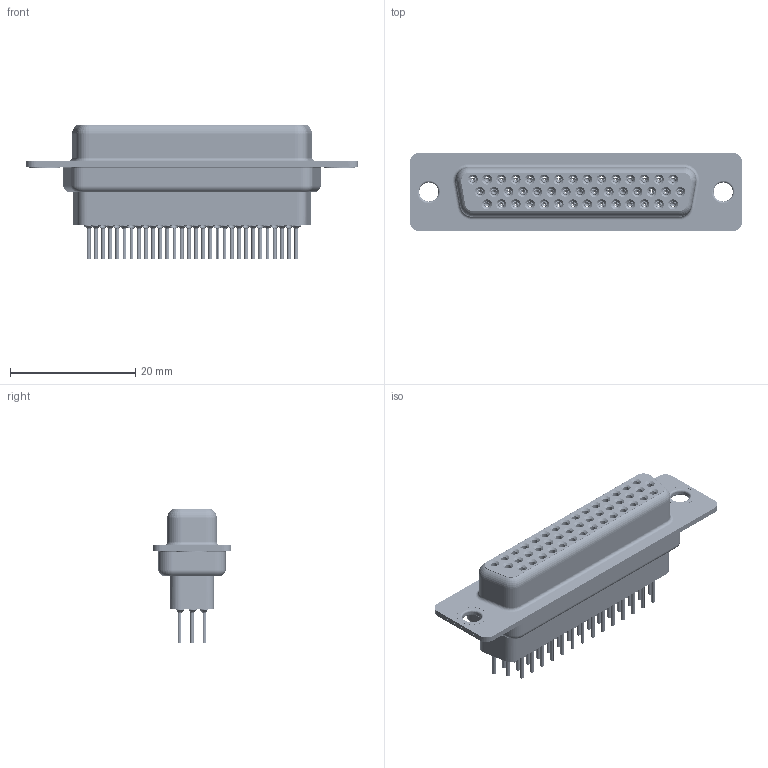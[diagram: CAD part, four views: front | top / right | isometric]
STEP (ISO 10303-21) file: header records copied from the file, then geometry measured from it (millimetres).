
FILE_DESCRIPTION (( 'STEP AP203' ), '1' );
FILE_NAME ('638-044-331-251.STEP', '2020-07-18T23:17:53', ( '' ), ( '' ), 'SwSTEP 2.0', 'SolidWorks 2020', '' );
FILE_SCHEMA (( 'CONFIG_CONTROL_DESIGN' ));
Length unit declared in the file: millimetre
Products named in the file (8): 638 Shell Front_44 Contacts; 638-044-331-251; 638 Contact Row 1_31; 638 Contact Row 3_31; 638 Shell Rear_44 Contacts; 638 Housing_44 Contacts HP; 638 Contact Row 2_31; 638 Thru Hole Rivet
Assembly tree (49 placements, depth 2):
  638-044-331-251
    638 Housing_44 Contacts HP
    638 Shell Front_44 Contacts
    638 Shell Rear_44 Contacts
    638 Contact Row 1_31  x15
    638 Contact Row 2_31  x15
    638 Contact Row 3_31  x14
    638 Thru Hole Rivet  x2
Bounding box: 53.04 x 12.6 x 21.5 mm (x, y, z)
Volume: 3904.9 mm3; surface area: 15205.5 mm2
Topology: 49 solids, 49 shells, 5665 faces, 14507 edges, 9039 vertices
Faces by surface type: cylinder 1573, plane 1431, torus 1121, bspline 880, cone 660
Entity records: 37937 total; most frequent: CARTESIAN_POINT 9254, DIRECTION 5961, ORIENTED_EDGE 5312, EDGE_CURVE 2656, AXIS2_PLACEMENT_3D 2514, VERTEX_POINT 1676, CIRCLE 1387, EDGE_LOOP 1378
